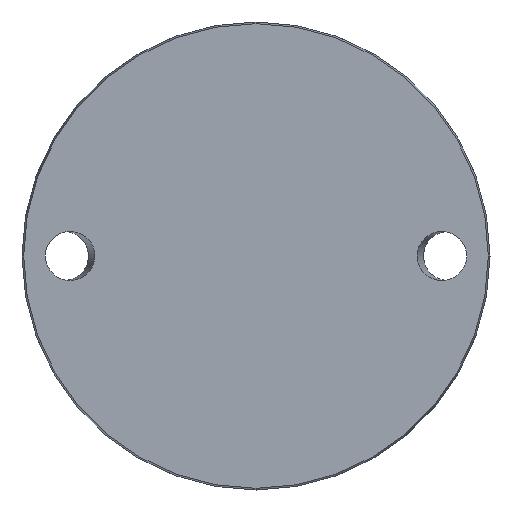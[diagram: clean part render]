
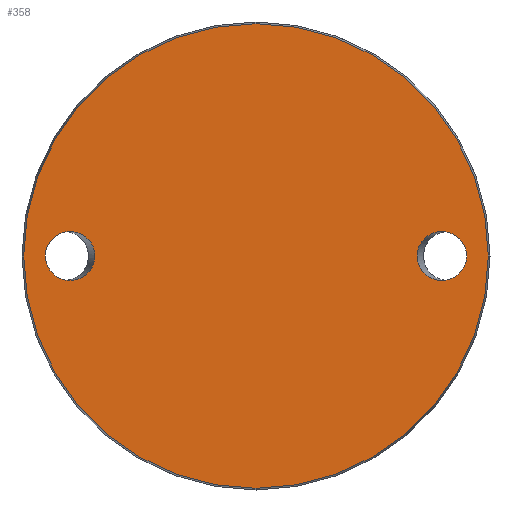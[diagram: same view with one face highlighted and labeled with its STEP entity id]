
A CAD part, front view. The second image highlights one B-rep face of the part: STEP entity #358.
In plain terms, the highlighted planar face has unit normal (0, -1, 0).
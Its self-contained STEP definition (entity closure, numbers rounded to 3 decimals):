
#3 = CARTESIAN_POINT ( 'NONE',  ( 71.115, 0., 16.5 ) ) ;
#10 = EDGE_LOOP ( 'NONE', ( #195 ) ) ;
#39 = EDGE_LOOP ( 'NONE', ( #305 ) ) ;
#70 = ORIENTED_EDGE ( 'NONE', *, *, #742, .F. ) ;
#72 = CARTESIAN_POINT ( 'NONE',  ( 54.385, 0., 0. ) ) ;
#81 = CARTESIAN_POINT ( 'NONE',  ( 71.115, 0., 0. ) ) ;
#123 = VERTEX_POINT ( 'NONE', #596 ) ;
#136 = CARTESIAN_POINT ( 'NONE',  ( -71.115, 0., 16.5 ) ) ;
#150 = EDGE_LOOP ( 'NONE', ( #70 ) ) ;
#189 = CARTESIAN_POINT ( 'NONE',  ( -54.385, 0., -16.5 ) ) ;
#195 = ORIENTED_EDGE ( 'NONE', *, *, #625, .T. ) ;
#202 = DIRECTION ( 'NONE',  ( 0., -1., 0. ) ) ;
#210 =( BOUNDED_CURVE ( )  B_SPLINE_CURVE ( 3, ( #758, #688, #387, #81, #3, #230, #72 ),
 .UNSPECIFIED., .T., .F. ) 
 B_SPLINE_CURVE_WITH_KNOTS ( ( 4, 3, 4 ),
 ( 0., 3.142, 6.283 ),
 .UNSPECIFIED. ) 
 CURVE ( )  GEOMETRIC_REPRESENTATION_ITEM ( )  RATIONAL_B_SPLINE_CURVE ( ( 1., 0.333, 0.333, 1., 0.333, 0.333, 1. ) ) 
 REPRESENTATION_ITEM ( '' )  );
#228 = EDGE_CURVE ( 'NONE', #123, #123, #741, .T. ) ;
#230 = CARTESIAN_POINT ( 'NONE',  ( 54.385, 0., 16.5 ) ) ;
#299 = AXIS2_PLACEMENT_3D ( 'NONE', #793, #722, #393 ) ;
#305 = ORIENTED_EDGE ( 'NONE', *, *, #228, .T. ) ;
#343 = CARTESIAN_POINT ( 'NONE',  ( -54.385, 0., 16.5 ) ) ;
#358 = ADVANCED_FACE ( 'NONE', ( #634, #493, #729 ), #860, .F. ) ;
#387 = CARTESIAN_POINT ( 'NONE',  ( 71.115, 0., -16.5 ) ) ;
#393 = DIRECTION ( 'NONE',  ( 0., 0., 1. ) ) ;
#431 = CARTESIAN_POINT ( 'NONE',  ( -71.115, 0., -16.5 ) ) ;
#436 = VERTEX_POINT ( 'NONE', #740 ) ;
#493 = FACE_BOUND ( 'NONE', #150, .T. ) ;
#502 = CARTESIAN_POINT ( 'NONE',  ( 54.385, 0., 0. ) ) ;
#513 = CARTESIAN_POINT ( 'NONE',  ( -71.115, 0., 0. ) ) ;
#531 =( BOUNDED_CURVE ( )  B_SPLINE_CURVE ( 3, ( #751, #136, #343, #972, #189, #431, #513 ),
 .UNSPECIFIED., .T., .T. ) 
 B_SPLINE_CURVE_WITH_KNOTS ( ( 4, 3, 4 ),
 ( 0., 3.142, 6.283 ),
 .UNSPECIFIED. ) 
 CURVE ( )  GEOMETRIC_REPRESENTATION_ITEM ( )  RATIONAL_B_SPLINE_CURVE ( ( 1., 0.333, 0.333, 1., 0.333, 0.333, 1. ) ) 
 REPRESENTATION_ITEM ( '' )  );
#592 = CARTESIAN_POINT ( 'NONE',  ( 0., 0., 0. ) ) ;
#596 = CARTESIAN_POINT ( 'NONE',  ( 0., 0., -78.425 ) ) ;
#625 = EDGE_CURVE ( 'NONE', #436, #436, #531, .T. ) ;
#634 = FACE_BOUND ( 'NONE', #10, .T. ) ;
#688 = CARTESIAN_POINT ( 'NONE',  ( 54.385, 0., -16.5 ) ) ;
#722 = DIRECTION ( 'NONE',  ( 0., 1., 0. ) ) ;
#729 = FACE_OUTER_BOUND ( 'NONE', #39, .T. ) ;
#740 = CARTESIAN_POINT ( 'NONE',  ( -71.115, 0., 0. ) ) ;
#741 = CIRCLE ( 'NONE', #951, 78.425 ) ;
#742 = EDGE_CURVE ( 'NONE', #906, #906, #210, .T. ) ;
#751 = CARTESIAN_POINT ( 'NONE',  ( -71.115, 0., 0. ) ) ;
#758 = CARTESIAN_POINT ( 'NONE',  ( 54.385, 0., 0. ) ) ;
#793 = CARTESIAN_POINT ( 'NONE',  ( -78.425, 0., 0. ) ) ;
#860 = PLANE ( 'NONE',  #299 ) ;
#906 = VERTEX_POINT ( 'NONE', #502 ) ;
#951 = AXIS2_PLACEMENT_3D ( 'NONE', #592, #202, #973 ) ;
#972 = CARTESIAN_POINT ( 'NONE',  ( -54.385, 0., 0. ) ) ;
#973 = DIRECTION ( 'NONE',  ( 0., 0., -1. ) ) ;
